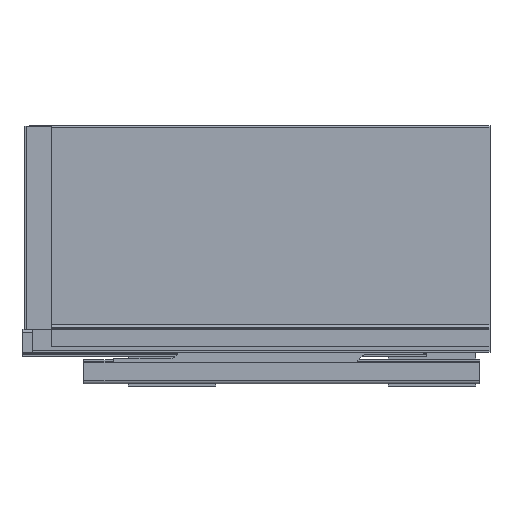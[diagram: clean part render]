
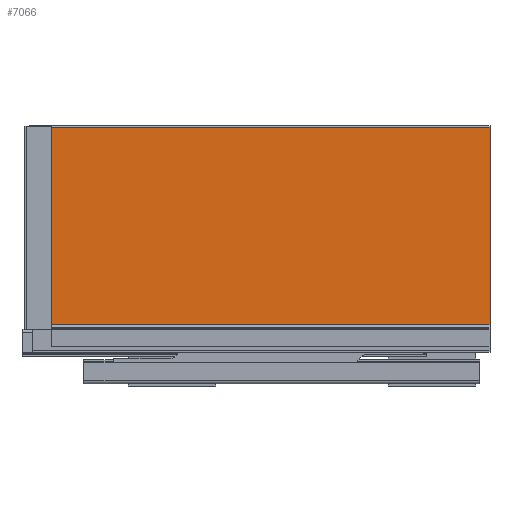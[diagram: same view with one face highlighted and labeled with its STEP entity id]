
A CAD part, top view. The second image highlights one B-rep face of the part: STEP entity #7066.
In plain terms, the highlighted planar face has unit normal (0, 0, 1).
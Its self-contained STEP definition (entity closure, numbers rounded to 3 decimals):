
#105 = DIRECTION ( 'NONE',  ( 1., 0., 0. ) ) ;
#334 = ORIENTED_EDGE ( 'NONE', *, *, #6947, .F. ) ;
#764 = CARTESIAN_POINT ( 'NONE',  ( 0., 20.5, 14. ) ) ;
#1028 = CARTESIAN_POINT ( 'NONE',  ( -325.5, 167., 14. ) ) ;
#1043 = AXIS2_PLACEMENT_3D ( 'NONE', #4024, #3386, #6366 ) ;
#1231 = FACE_OUTER_BOUND ( 'NONE', #6468, .T. ) ;
#1239 = VERTEX_POINT ( 'NONE', #1028 ) ;
#1277 = ORIENTED_EDGE ( 'NONE', *, *, #4683, .F. ) ;
#1734 = VERTEX_POINT ( 'NONE', #7971 ) ;
#1979 = VERTEX_POINT ( 'NONE', #764 ) ;
#2864 = LINE ( 'NONE', #3008, #3800 ) ;
#2998 = ORIENTED_EDGE ( 'NONE', *, *, #6806, .T. ) ;
#3008 = CARTESIAN_POINT ( 'NONE',  ( 0., 20.5, 14. ) ) ;
#3044 = EDGE_CURVE ( 'NONE', #1239, #4591, #6864, .T. ) ;
#3194 = DIRECTION ( 'NONE',  ( 0., -1., 0. ) ) ;
#3386 = DIRECTION ( 'NONE',  ( 0., 0., 1. ) ) ;
#3554 = VECTOR ( 'NONE', #9170, 1000. ) ;
#3800 = VECTOR ( 'NONE', #5204, 1000. ) ;
#4024 = CARTESIAN_POINT ( 'NONE',  ( -342., 167., 14. ) ) ;
#4591 = VERTEX_POINT ( 'NONE', #5482 ) ;
#4683 = EDGE_CURVE ( 'NONE', #1239, #1734, #9613, .T. ) ;
#5202 = VECTOR ( 'NONE', #105, 1000. ) ;
#5204 = DIRECTION ( 'NONE',  ( 1., 0., 0. ) ) ;
#5337 = VECTOR ( 'NONE', #3194, 1000. ) ;
#5473 = CARTESIAN_POINT ( 'NONE',  ( -325.5, 167., 14. ) ) ;
#5482 = CARTESIAN_POINT ( 'NONE',  ( -325.5, 20.5, 14. ) ) ;
#6263 = PLANE ( 'NONE',  #1043 ) ;
#6366 = DIRECTION ( 'NONE',  ( 0., -1., 0. ) ) ;
#6464 = ORIENTED_EDGE ( 'NONE', *, *, #3044, .T. ) ;
#6468 = EDGE_LOOP ( 'NONE', ( #1277, #6464, #2998, #334 ) ) ;
#6802 = CARTESIAN_POINT ( 'NONE',  ( -342., 167., 14. ) ) ;
#6806 = EDGE_CURVE ( 'NONE', #4591, #1979, #2864, .T. ) ;
#6864 = LINE ( 'NONE', #5473, #5337 ) ;
#6914 = CARTESIAN_POINT ( 'NONE',  ( 0., 167., 14. ) ) ;
#6947 = EDGE_CURVE ( 'NONE', #1734, #1979, #9214, .T. ) ;
#7066 = ADVANCED_FACE ( 'NONE', ( #1231 ), #6263, .T. ) ;
#7971 = CARTESIAN_POINT ( 'NONE',  ( 0., 167., 14. ) ) ;
#9170 = DIRECTION ( 'NONE',  ( 0., -1., 0. ) ) ;
#9214 = LINE ( 'NONE', #6914, #3554 ) ;
#9613 = LINE ( 'NONE', #6802, #5202 ) ;
